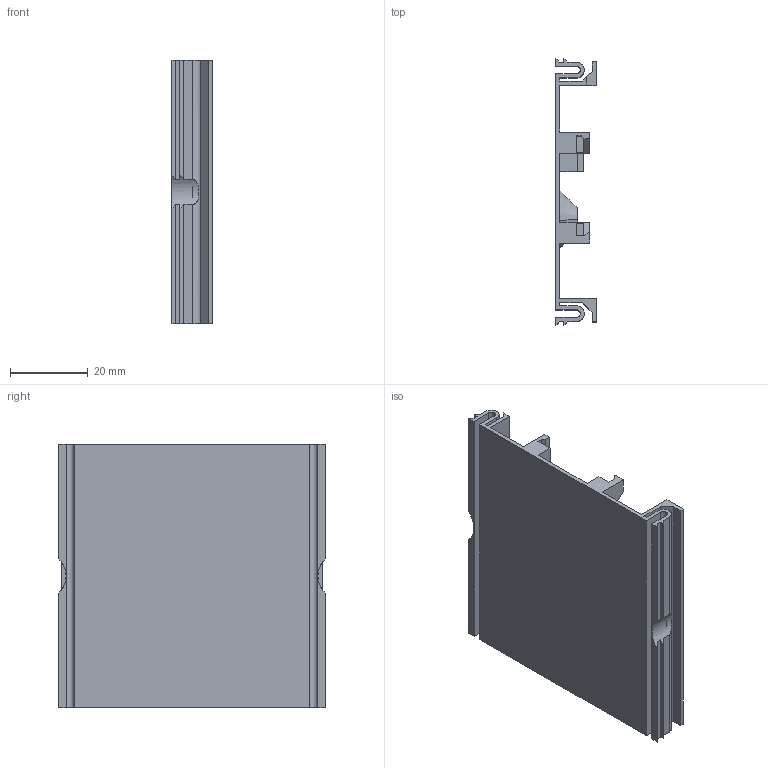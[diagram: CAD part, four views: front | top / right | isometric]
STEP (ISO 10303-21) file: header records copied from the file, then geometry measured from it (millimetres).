
FILE_DESCRIPTION(/* description */ (''),/* implementation_level */ '2;1');
FILE_NAME(/* name */ 'underside_lid.step',/* time_stamp */ '2024-03-15T10:04:14-04:00',/* author */ (''),/* organization */ (''),/* preprocessor_version */ 'ST-DEVELOPER v15.2',/* originating_system */ 'Autodesk Translator Framework v2.0.0.5431',/* authorisation */ '');
FILE_SCHEMA (('AUTOMOTIVE_DESIGN { 1 0 10303 214 3 1 1 }'));
Length unit declared in the file: centimetre
Products named in the file (1): clockv8
Bounding box: 10.41 x 68.76 x 67.8 mm (x, y, z)
Volume: 10374.8 mm3; surface area: 17385.5 mm2
Topology: 1 solids, 1 shells, 129 faces, 360 edges, 238 vertices
Faces by surface type: plane 117, bspline 6, cylinder 6
Entity records: 4862 total; most frequent: CARTESIAN_POINT 1539, ORIENTED_EDGE 720, DIRECTION 625, EDGE_CURVE 360, LINE 317, VECTOR 317, VERTEX_POINT 238, AXIS2_PLACEMENT_3D 154
